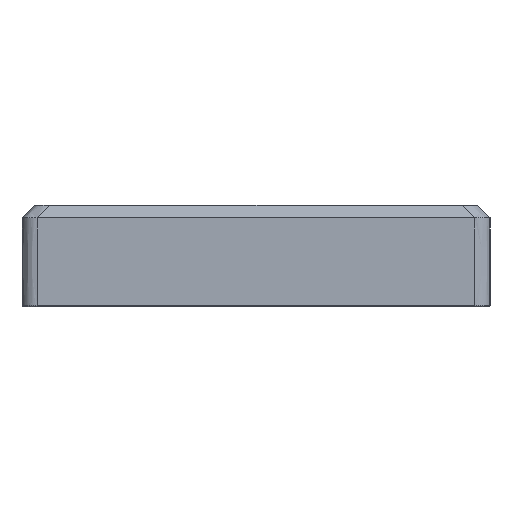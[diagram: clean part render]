
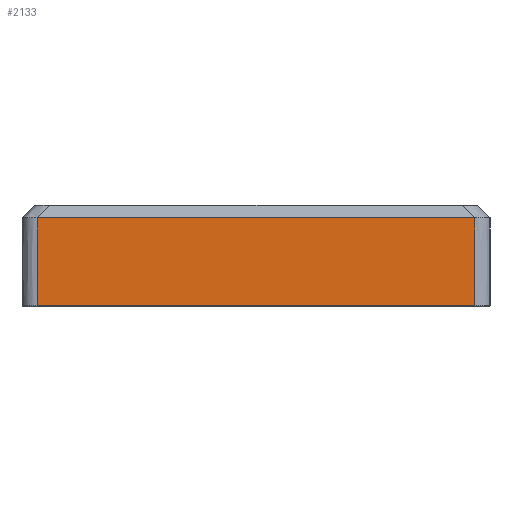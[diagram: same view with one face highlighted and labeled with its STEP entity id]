
A CAD part, left-side view. The second image highlights one B-rep face of the part: STEP entity #2133.
In plain terms, the highlighted planar face has unit normal (-1, 0, 0).
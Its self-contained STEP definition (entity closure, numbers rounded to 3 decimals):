
#75=B_SPLINE_CURVE_WITH_KNOTS('',3,(#3667,#3668,#3669,#3670),
 .UNSPECIFIED.,.F.,.F.,(4,4),(0.095,1.82),
 .UNSPECIFIED.);
#77=B_SPLINE_CURVE_WITH_KNOTS('',3,(#3678,#3679,#3680,#3681),
 .UNSPECIFIED.,.F.,.F.,(4,4),(-1.82,-0.095),
 .UNSPECIFIED.);
#121=PLANE('',#2352);
#222=FACE_OUTER_BOUND('',#359,.T.);
#359=EDGE_LOOP('',(#1661,#1662,#1663,#1664));
#455=LINE('',#3303,#620);
#509=LINE('',#3677,#674);
#620=VECTOR('',#2582,10.);
#674=VECTOR('',#2818,10.);
#923=VERTEX_POINT('',#3284);
#924=VERTEX_POINT('',#3302);
#990=VERTEX_POINT('',#3660);
#992=VERTEX_POINT('',#3676);
#1131=EDGE_CURVE('',#923,#924,#455,.T.);
#1242=EDGE_CURVE('',#990,#923,#75,.T.);
#1244=EDGE_CURVE('',#992,#990,#509,.T.);
#1245=EDGE_CURVE('',#924,#992,#77,.T.);
#1661=ORIENTED_EDGE('',*,*,#1244,.F.);
#1662=ORIENTED_EDGE('',*,*,#1245,.F.);
#1663=ORIENTED_EDGE('',*,*,#1131,.F.);
#1664=ORIENTED_EDGE('',*,*,#1242,.F.);
#2133=ADVANCED_FACE('',(#222),#121,.T.);
#2352=AXIS2_PLACEMENT_3D('',#3675,#2816,#2817);
#2582=DIRECTION('',(0.,-1.,0.));
#2816=DIRECTION('center_axis',(-1.,0.,0.));
#2817=DIRECTION('ref_axis',(0.,-1.,0.));
#2818=DIRECTION('',(0.,1.,0.));
#3284=CARTESIAN_POINT('',(61.056,-47.388,6.8));
#3302=CARTESIAN_POINT('',(61.056,-133.587,6.8));
#3303=CARTESIAN_POINT('',(61.056,-67.438,6.8));
#3660=CARTESIAN_POINT('',(61.056,-47.388,-10.45));
#3667=CARTESIAN_POINT('Ctrl Pts',(61.056,-47.388,-10.45));
#3668=CARTESIAN_POINT('Ctrl Pts',(61.056,-47.388,-4.7));
#3669=CARTESIAN_POINT('Ctrl Pts',(61.056,-47.388,1.049));
#3670=CARTESIAN_POINT('Ctrl Pts',(61.056,-47.388,6.8));
#3675=CARTESIAN_POINT('Origin',(61.056,-44.388,1.6));
#3676=CARTESIAN_POINT('',(61.056,-133.587,-10.45));
#3677=CARTESIAN_POINT('',(61.056,-67.438,-10.45));
#3678=CARTESIAN_POINT('Ctrl Pts',(61.056,-133.587,6.8));
#3679=CARTESIAN_POINT('Ctrl Pts',(61.056,-133.587,1.049));
#3680=CARTESIAN_POINT('Ctrl Pts',(61.056,-133.587,-4.7));
#3681=CARTESIAN_POINT('Ctrl Pts',(61.056,-133.587,-10.45));
